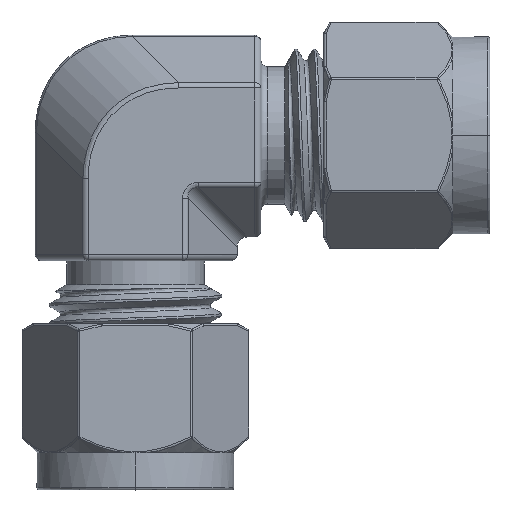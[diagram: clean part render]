
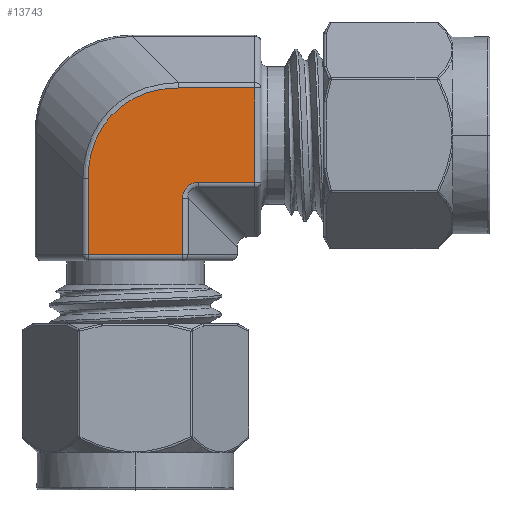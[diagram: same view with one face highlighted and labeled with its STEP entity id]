
A CAD part, top view. The second image highlights one B-rep face of the part: STEP entity #13743.
In plain terms, the highlighted planar face has unit normal (0, 0, 1).
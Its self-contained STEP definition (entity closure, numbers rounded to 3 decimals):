
#4884=DIRECTION('',(1.,0.,0.));
#4885=VECTOR('',#4884,4.562);
#4886=CARTESIAN_POINT('',(5.138,-3.839,7.15));
#4887=LINE('',#4886,#4885);
#4891=CARTESIAN_POINT('',(3.839,-5.138,7.15));
#4892=CARTESIAN_POINT('',(3.839,-5.101,7.15));
#4893=CARTESIAN_POINT('',(3.842,-5.028,7.15));
#4894=CARTESIAN_POINT('',(3.853,-4.926,7.15));
#4895=CARTESIAN_POINT('',(3.87,-4.827,7.15));
#4896=CARTESIAN_POINT('',(3.893,-4.733,7.15));
#4897=CARTESIAN_POINT('',(3.922,-4.644,7.15));
#4898=CARTESIAN_POINT('',(3.956,-4.56,7.15));
#4899=CARTESIAN_POINT('',(3.995,-4.481,7.15));
#4900=CARTESIAN_POINT('',(4.038,-4.406,7.15));
#4901=CARTESIAN_POINT('',(4.085,-4.337,7.15));
#4902=CARTESIAN_POINT('',(4.137,-4.271,7.15));
#4903=CARTESIAN_POINT('',(4.193,-4.21,7.15));
#4904=CARTESIAN_POINT('',(4.253,-4.153,7.15));
#4905=CARTESIAN_POINT('',(4.318,-4.099,7.15));
#4906=CARTESIAN_POINT('',(4.388,-4.05,7.15));
#4907=CARTESIAN_POINT('',(4.463,-4.005,7.15));
#4908=CARTESIAN_POINT('',(4.543,-3.964,7.15));
#4909=CARTESIAN_POINT('',(4.63,-3.927,7.15));
#4910=CARTESIAN_POINT('',(4.721,-3.896,7.15));
#4911=CARTESIAN_POINT('',(4.818,-3.872,7.15));
#4912=CARTESIAN_POINT('',(4.92,-3.853,7.15));
#4913=CARTESIAN_POINT('',(5.027,-3.842,7.15));
#4914=CARTESIAN_POINT('',(5.101,-3.839,7.15));
#4915=CARTESIAN_POINT('',(5.138,-3.839,7.15));
#4920=DIRECTION('',(0.,1.,0.));
#4921=VECTOR('',#4920,4.562);
#4922=CARTESIAN_POINT('',(3.839,-9.7,7.15));
#4923=LINE('',#4922,#4921);
#4927=DIRECTION('',(-1.,0.,0.));
#4928=VECTOR('',#4927,7.679);
#4929=CARTESIAN_POINT('',(3.839,-9.7,7.15));
#4930=LINE('',#4929,#4928);
#4934=DIRECTION('',(0.,-1.,0.));
#4935=VECTOR('',#4934,6.178);
#4936=CARTESIAN_POINT('',(-3.839,-3.522,7.15));
#4937=LINE('',#4936,#4935);
#4941=CARTESIAN_POINT('',(3.522,3.839,7.15));
#4942=CARTESIAN_POINT('',(3.384,3.839,7.15));
#4943=CARTESIAN_POINT('',(3.113,3.833,7.15));
#4944=CARTESIAN_POINT('',(2.722,3.807,7.15));
#4945=CARTESIAN_POINT('',(2.34,3.764,7.15));
#4946=CARTESIAN_POINT('',(1.969,3.704,7.15));
#4947=CARTESIAN_POINT('',(1.609,3.63,7.15));
#4948=CARTESIAN_POINT('',(1.259,3.54,7.15));
#4949=CARTESIAN_POINT('',(0.919,3.437,7.15));
#4950=CARTESIAN_POINT('',(0.591,3.319,7.15));
#4951=CARTESIAN_POINT('',(0.273,3.188,7.15));
#4952=CARTESIAN_POINT('',(-0.033,3.044,7.15));
#4953=CARTESIAN_POINT('',(-0.329,2.887,7.15));
#4954=CARTESIAN_POINT('',(-0.614,2.718,7.15));
#4955=CARTESIAN_POINT('',(-0.887,2.537,7.15));
#4956=CARTESIAN_POINT('',(-1.15,2.344,7.15));
#4957=CARTESIAN_POINT('',(-1.402,2.14,7.15));
#4958=CARTESIAN_POINT('',(-1.643,1.924,7.15));
#4959=CARTESIAN_POINT('',(-1.873,1.696,7.15));
#4960=CARTESIAN_POINT('',(-2.092,1.457,7.15));
#4961=CARTESIAN_POINT('',(-2.3,1.207,7.15));
#4962=CARTESIAN_POINT('',(-2.497,0.945,7.15));
#4963=CARTESIAN_POINT('',(-2.682,0.671,7.15));
#4964=CARTESIAN_POINT('',(-2.855,0.386,7.15));
#4965=CARTESIAN_POINT('',(-3.016,0.089,7.15));
#4966=CARTESIAN_POINT('',(-3.164,-0.22,7.15));
#4967=CARTESIAN_POINT('',(-3.3,-0.541,7.15));
#4968=CARTESIAN_POINT('',(-3.421,-0.873,7.15));
#4969=CARTESIAN_POINT('',(-3.529,-1.217,7.15));
#4970=CARTESIAN_POINT('',(-3.622,-1.573,7.15));
#4971=CARTESIAN_POINT('',(-3.699,-1.94,7.15));
#4972=CARTESIAN_POINT('',(-3.761,-2.318,7.15));
#4973=CARTESIAN_POINT('',(-3.806,-2.708,7.15));
#4974=CARTESIAN_POINT('',(-3.833,-3.109,7.15));
#4975=CARTESIAN_POINT('',(-3.839,-3.383,7.15));
#4976=CARTESIAN_POINT('',(-3.839,-3.522,7.15));
#4981=DIRECTION('',(-1.,0.,0.));
#4982=VECTOR('',#4981,6.178);
#4983=CARTESIAN_POINT('',(9.7,3.839,7.15));
#4984=LINE('',#4983,#4982);
#4988=DIRECTION('',(0.,-1.,0.));
#4989=VECTOR('',#4988,7.679);
#4990=CARTESIAN_POINT('',(9.7,3.839,7.15));
#4991=LINE('',#4990,#4989);
#9675=CARTESIAN_POINT('',(5.138,-3.839,7.15));
#9676=CARTESIAN_POINT('',(9.7,-3.839,7.15));
#9677=VERTEX_POINT('',#9675);
#9678=VERTEX_POINT('',#9676);
#9679=VERTEX_POINT('',#4891);
#9681=CARTESIAN_POINT('',(3.839,-9.7,7.15));
#9682=VERTEX_POINT('',#9681);
#9703=CARTESIAN_POINT('',(-3.839,-9.7,7.15));
#9704=VERTEX_POINT('',#9703);
#9711=CARTESIAN_POINT('',(9.7,3.839,7.15));
#9712=VERTEX_POINT('',#9711);
#9739=CARTESIAN_POINT('',(-3.839,-3.522,7.15));
#9740=VERTEX_POINT('',#9739);
#9741=VERTEX_POINT('',#4941);
#13722=CARTESIAN_POINT('',(0.,4.128,7.15));
#13723=DIRECTION('',(0.,0.,1.));
#13724=DIRECTION('',(0.,-1.,0.));
#13725=AXIS2_PLACEMENT_3D('',#13722,#13723,#13724);
#13726=PLANE('',#13725);
#13728=ORIENTED_EDGE('',*,*,#13727,.F.);
#13729=ORIENTED_EDGE('',*,*,#13712,.F.);
#13731=ORIENTED_EDGE('',*,*,#13730,.F.);
#13732=ORIENTED_EDGE('',*,*,#13230,.T.);
#13734=ORIENTED_EDGE('',*,*,#13733,.F.);
#13736=ORIENTED_EDGE('',*,*,#13735,.F.);
#13738=ORIENTED_EDGE('',*,*,#13737,.F.);
#13740=ORIENTED_EDGE('',*,*,#13739,.T.);
#13741=EDGE_LOOP('',(#13728,#13729,#13731,#13732,#13734,#13736,#13738,#13740));
#13742=FACE_OUTER_BOUND('',#13741,.F.);
#4916=B_SPLINE_CURVE_WITH_KNOTS('',3,(#4891,#4892,#4893,#4894,#4895,#4896,#4897,
#4898,#4899,#4900,#4901,#4902,#4903,#4904,#4905,#4906,#4907,#4908,#4909,#4910,
#4911,#4912,#4913,#4914,#4915),.UNSPECIFIED.,.F.,.F.,(4,1,1,1,1,1,1,1,1,1,1,1,1,
1,1,1,1,1,1,1,1,1,4),(0.,0.045,0.091,
0.136,0.182,0.227,0.273,
0.318,0.364,0.409,0.455,0.5,
0.545,0.591,0.636,0.682,
0.727,0.773,0.818,0.864,
0.909,0.955,1.),.UNSPECIFIED.);
#4977=B_SPLINE_CURVE_WITH_KNOTS('',3,(#4941,#4942,#4943,#4944,#4945,#4946,#4947,
#4948,#4949,#4950,#4951,#4952,#4953,#4954,#4955,#4956,#4957,#4958,#4959,#4960,
#4961,#4962,#4963,#4964,#4965,#4966,#4967,#4968,#4969,#4970,#4971,#4972,#4973,
#4974,#4975,#4976),.UNSPECIFIED.,.F.,.F.,(4,1,1,1,1,1,1,1,1,1,1,1,1,1,1,1,1,1,1,
1,1,1,1,1,1,1,1,1,1,1,1,1,1,4),(0.,0.03,0.061,
0.091,0.121,0.152,0.182,
0.212,0.242,0.273,0.303,
0.333,0.364,0.394,0.424,
0.455,0.485,0.515,0.545,
0.576,0.606,0.636,0.667,
0.697,0.727,0.758,0.788,
0.818,0.848,0.879,0.909,
0.939,0.97,1.),.UNSPECIFIED.);
#13230=EDGE_CURVE('',#9682,#9704,#4930,.T.);
#13712=EDGE_CURVE('',#9679,#9677,#4916,.T.);
#13727=EDGE_CURVE('',#9677,#9678,#4887,.T.);
#13730=EDGE_CURVE('',#9682,#9679,#4923,.T.);
#13733=EDGE_CURVE('',#9740,#9704,#4937,.T.);
#13735=EDGE_CURVE('',#9741,#9740,#4977,.T.);
#13737=EDGE_CURVE('',#9712,#9741,#4984,.T.);
#13739=EDGE_CURVE('',#9712,#9678,#4991,.T.);
#13743=ADVANCED_FACE('',(#13742),#13726,.T.);
